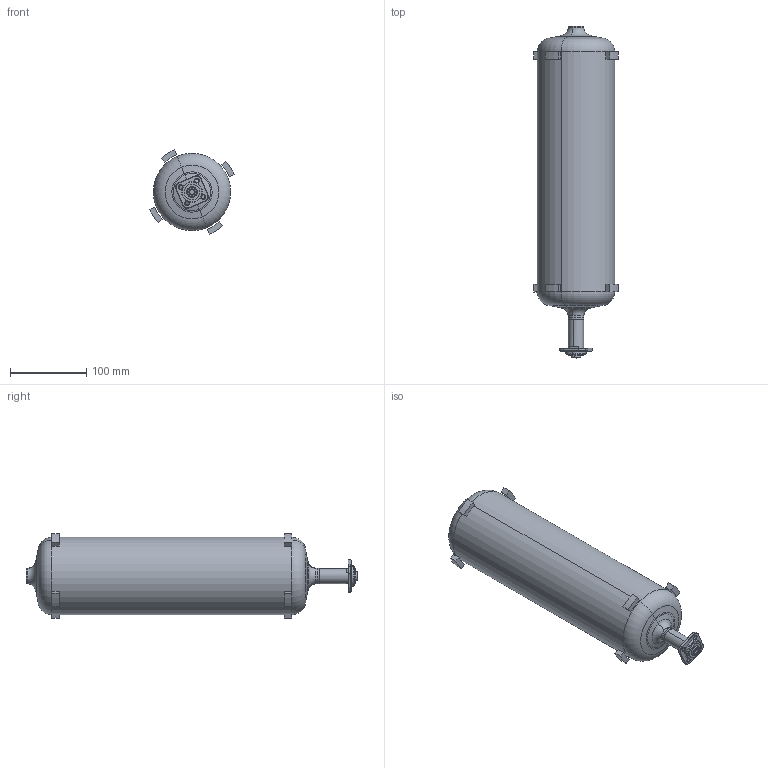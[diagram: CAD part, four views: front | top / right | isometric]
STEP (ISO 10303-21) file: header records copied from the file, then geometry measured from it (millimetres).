
FILE_DESCRIPTION(/* description */ ('VariCAD 2023-1.05 AP-214'),/* implementation_level */ '2;1');
FILE_NAME(/* name */ 'P27_Alu_Ox_Tank.stp',/* time_stamp */ '2024-10-17T21:31:19+03:00',/* author */ (''),/* organization */ (''),/* preprocessor_version */ 'VariCAD 2023-1.05',/* originating_system */ 'VariCAD 2023-1.05; kernel version (20180118)',/* authorisation */ '');
FILE_SCHEMA(('AUTOMOTIVE_DESIGN'));
Length unit declared in the file: millimetre
Products named in the file (15): P27_Alu_Ox_Tank; P80_Spacer_OxTank; P78_Diffusor; Sub_P27_OxFlange; Sub_P27_OxFlangeRetainer; P10_G_1-4_USIT_FKM
Assembly tree (14 placements, depth 2):
  P27_Alu_Ox_Tank
    P80_Spacer_OxTank
    P80_Spacer_OxTank
    P80_Spacer_OxTank
    P80_Spacer_OxTank
    P80_Spacer_OxTank
    P80_Spacer_OxTank
    P80_Spacer_OxTank
    P80_Spacer_OxTank
    P78_Diffusor
    Sub_P27_OxFlange
    P27_Alu_Ox_Tank
    Sub_P27_OxFlangeRetainer
    P10_G_1-4_USIT_FKM
    P10_G_1-4_USIT_FKM
Bounding box: 110.87 x 436 x 110.87 mm (x, y, z)
Volume: 462695.1 mm3; surface area: 254367 mm2
Topology: 14 solids, 14 shells, 233 faces, 510 edges, 306 vertices
Faces by surface type: cylinder 86, plane 73, cone 54, torus 20
Entity records: 7109 total; most frequent: CARTESIAN_POINT 1320, DIRECTION 1272, ORIENTED_EDGE 1020, AXIS2_PLACEMENT_3D 518, EDGE_CURVE 510, VERTEX_POINT 306, EDGE_LOOP 264, CIRCLE 242
